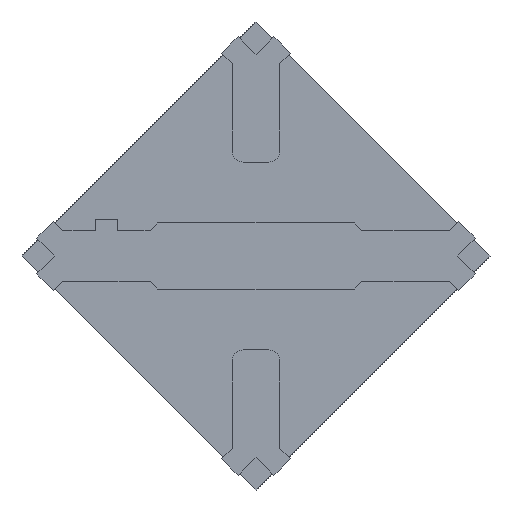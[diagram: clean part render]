
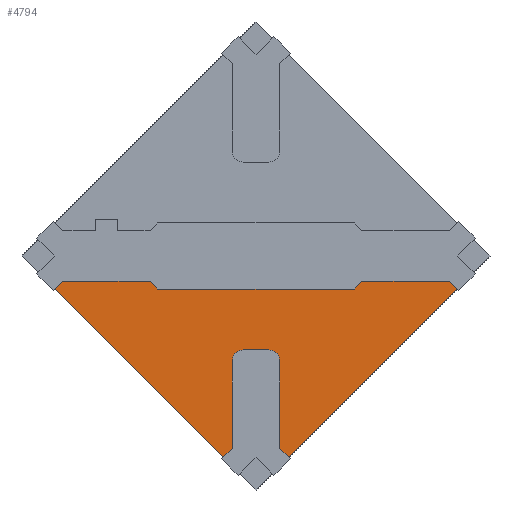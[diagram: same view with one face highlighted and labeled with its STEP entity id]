
A CAD part, front view. The second image highlights one B-rep face of the part: STEP entity #4794.
In plain terms, the highlighted planar face has unit normal (0, -1, 0).
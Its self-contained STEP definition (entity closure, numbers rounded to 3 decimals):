
#10 = CARTESIAN_POINT ( 'NONE',  ( 0., 0., -2.121 ) ) ;
#20 = CARTESIAN_POINT ( 'NONE',  ( 0.96, 0., -0.23 ) ) ;
#51 = VERTEX_POINT ( 'NONE', #489 ) ;
#125 = ORIENTED_EDGE ( 'NONE', *, *, #3653, .F. ) ;
#144 = ORIENTED_EDGE ( 'NONE', *, *, #5869, .F. ) ;
#168 = DIRECTION ( 'NONE',  ( 1., 0., 0. ) ) ;
#191 = DIRECTION ( 'NONE',  ( 0., 0., -1. ) ) ;
#220 = DIRECTION ( 'NONE',  ( 0.707, 0., -0.707 ) ) ;
#235 = DIRECTION ( 'NONE',  ( -0.707, 0., -0.707 ) ) ;
#245 = VERTEX_POINT ( 'NONE', #3589 ) ;
#254 = EDGE_CURVE ( 'NONE', #7450, #7209, #2389, .T. ) ;
#426 = DIRECTION ( 'NONE',  ( 0., 0., 1. ) ) ;
#489 = CARTESIAN_POINT ( 'NONE',  ( 0.215, 0., -1.742 ) ) ;
#568 = EDGE_CURVE ( 'NONE', #4399, #51, #4086, .T. ) ;
#589 = LINE ( 'NONE', #10, #4365 ) ;
#628 = DIRECTION ( 'NONE',  ( -0.707, 0., 0.707 ) ) ;
#695 = DIRECTION ( 'NONE',  ( 0., 0., 1. ) ) ;
#781 = EDGE_LOOP ( 'NONE', ( #4686, #1317, #7218, #125, #1756, #2338, #4201, #7253, #6716, #2371, #3010, #4603, #5717, #144, #3934, #3205 ) ) ;
#787 = CARTESIAN_POINT ( 'NONE',  ( -0.89, 0., -0.3 ) ) ;
#793 = DIRECTION ( 'NONE',  ( 1., 0., 0. ) ) ;
#1230 = DIRECTION ( 'NONE',  ( 0., 1., 0. ) ) ;
#1317 = ORIENTED_EDGE ( 'NONE', *, *, #4534, .F. ) ;
#1363 = DIRECTION ( 'NONE',  ( 0.707, 0., 0.707 ) ) ;
#1403 = VERTEX_POINT ( 'NONE', #3622 ) ;
#1525 = CARTESIAN_POINT ( 'NONE',  ( -0.96, 0., -0.23 ) ) ;
#1569 = EDGE_CURVE ( 'NONE', #245, #5265, #5596, .T. ) ;
#1615 = VECTOR ( 'NONE', #1852, 1000. ) ;
#1620 = CARTESIAN_POINT ( 'NONE',  ( -0.115, 0., -0.851 ) ) ;
#1749 = VECTOR ( 'NONE', #6672, 1000. ) ;
#1756 = ORIENTED_EDGE ( 'NONE', *, *, #254, .F. ) ;
#1786 = CARTESIAN_POINT ( 'NONE',  ( 0.115, 0., -0.951 ) ) ;
#1802 = CIRCLE ( 'NONE', #5792, 0.1 ) ;
#1819 = CARTESIAN_POINT ( 'NONE',  ( 0.297, 0., -1.824 ) ) ;
#1852 = DIRECTION ( 'NONE',  ( -0.707, 0., -0.707 ) ) ;
#1856 = VERTEX_POINT ( 'NONE', #4797 ) ;
#1980 = AXIS2_PLACEMENT_3D ( 'NONE', #1786, #6039, #695 ) ;
#2100 = CIRCLE ( 'NONE', #1980, 0.1 ) ;
#2299 = DIRECTION ( 'NONE',  ( -0.707, 0., 0.707 ) ) ;
#2338 = ORIENTED_EDGE ( 'NONE', *, *, #3514, .F. ) ;
#2368 = VECTOR ( 'NONE', #168, 1000. ) ;
#2371 = ORIENTED_EDGE ( 'NONE', *, *, #3472, .F. ) ;
#2389 = LINE ( 'NONE', #5320, #4523 ) ;
#2432 = VECTOR ( 'NONE', #2299, 1000. ) ;
#2464 = LINE ( 'NONE', #7268, #6236 ) ;
#2517 = EDGE_CURVE ( 'NONE', #3087, #1403, #5405, .T. ) ;
#2625 = EDGE_CURVE ( 'NONE', #7685, #1856, #6071, .T. ) ;
#2643 = DIRECTION ( 'NONE',  ( -1., 0., 0. ) ) ;
#2658 = DIRECTION ( 'NONE',  ( 0.707, 0., -0.707 ) ) ;
#2660 = CARTESIAN_POINT ( 'NONE',  ( -1.751, 0., -0.23 ) ) ;
#2717 = CARTESIAN_POINT ( 'NONE',  ( -1.821, 0., -0.3 ) ) ;
#2804 = CARTESIAN_POINT ( 'NONE',  ( 0.215, 0., -1.742 ) ) ;
#2971 = EDGE_CURVE ( 'NONE', #5242, #3087, #5500, .T. ) ;
#2986 = PLANE ( 'NONE',  #5909 ) ;
#3010 = ORIENTED_EDGE ( 'NONE', *, *, #2517, .F. ) ;
#3075 = LINE ( 'NONE', #7367, #3642 ) ;
#3087 = VERTEX_POINT ( 'NONE', #4888 ) ;
#3097 = EDGE_CURVE ( 'NONE', #51, #5071, #2464, .T. ) ;
#3126 = CARTESIAN_POINT ( 'NONE',  ( -1.821, 0., -0.3 ) ) ;
#3205 = ORIENTED_EDGE ( 'NONE', *, *, #3097, .F. ) ;
#3244 = VECTOR ( 'NONE', #191, 1000. ) ;
#3301 = CARTESIAN_POINT ( 'NONE',  ( 1.751, 0., -0.23 ) ) ;
#3472 = EDGE_CURVE ( 'NONE', #1403, #7620, #589, .T. ) ;
#3514 = EDGE_CURVE ( 'NONE', #6069, #7450, #4407, .T. ) ;
#3556 = EDGE_CURVE ( 'NONE', #7620, #245, #4323, .T. ) ;
#3589 = CARTESIAN_POINT ( 'NONE',  ( -1.751, 0., -0.23 ) ) ;
#3622 = CARTESIAN_POINT ( 'NONE',  ( -0.297, 0., -1.824 ) ) ;
#3642 = VECTOR ( 'NONE', #235, 1000. ) ;
#3653 = EDGE_CURVE ( 'NONE', #7209, #7685, #7375, .T. ) ;
#3691 = CARTESIAN_POINT ( 'NONE',  ( -0.215, 0., -0.951 ) ) ;
#3785 = VECTOR ( 'NONE', #2643, 1000. ) ;
#3934 = ORIENTED_EDGE ( 'NONE', *, *, #7550, .F. ) ;
#3961 = DIRECTION ( 'NONE',  ( 0., -1., 0. ) ) ;
#4044 = CARTESIAN_POINT ( 'NONE',  ( 0.215, 0., -0.951 ) ) ;
#4086 = LINE ( 'NONE', #2804, #2432 ) ;
#4124 = VERTEX_POINT ( 'NONE', #6379 ) ;
#4201 = ORIENTED_EDGE ( 'NONE', *, *, #5058, .F. ) ;
#4256 = DIRECTION ( 'NONE',  ( 0.707, 0., 0.707 ) ) ;
#4272 = VECTOR ( 'NONE', #2658, 1000. ) ;
#4310 = CARTESIAN_POINT ( 'NONE',  ( -0.215, 0., -1.742 ) ) ;
#4323 = LINE ( 'NONE', #3126, #4740 ) ;
#4365 = VECTOR ( 'NONE', #628, 1000. ) ;
#4399 = VERTEX_POINT ( 'NONE', #1819 ) ;
#4407 = LINE ( 'NONE', #787, #1749 ) ;
#4494 = CARTESIAN_POINT ( 'NONE',  ( -0.115, 0., -0.951 ) ) ;
#4523 = VECTOR ( 'NONE', #4256, 1000. ) ;
#4534 = EDGE_CURVE ( 'NONE', #1856, #4399, #3075, .T. ) ;
#4603 = ORIENTED_EDGE ( 'NONE', *, *, #2971, .F. ) ;
#4686 = ORIENTED_EDGE ( 'NONE', *, *, #568, .F. ) ;
#4740 = VECTOR ( 'NONE', #1363, 1000. ) ;
#4794 = ADVANCED_FACE ( 'NONE', ( #5961 ), #2986, .F. ) ;
#4797 = CARTESIAN_POINT ( 'NONE',  ( 1.821, 0., -0.3 ) ) ;
#4888 = CARTESIAN_POINT ( 'NONE',  ( -0.215, 0., -1.742 ) ) ;
#4893 = CARTESIAN_POINT ( 'NONE',  ( 1.751, 0., -0.23 ) ) ;
#5058 = EDGE_CURVE ( 'NONE', #5265, #6069, #7341, .T. ) ;
#5071 = VERTEX_POINT ( 'NONE', #4044 ) ;
#5242 = VERTEX_POINT ( 'NONE', #3691 ) ;
#5265 = VERTEX_POINT ( 'NONE', #7291 ) ;
#5320 = CARTESIAN_POINT ( 'NONE',  ( 0.89, 0., -0.3 ) ) ;
#5362 = VECTOR ( 'NONE', #220, 1000. ) ;
#5372 = CARTESIAN_POINT ( 'NONE',  ( 0., 0., 0. ) ) ;
#5405 = LINE ( 'NONE', #7703, #1615 ) ;
#5500 = LINE ( 'NONE', #4310, #3244 ) ;
#5596 = LINE ( 'NONE', #2660, #7318 ) ;
#5690 = LINE ( 'NONE', #1620, #3785 ) ;
#5717 = ORIENTED_EDGE ( 'NONE', *, *, #6300, .F. ) ;
#5792 = AXIS2_PLACEMENT_3D ( 'NONE', #4494, #3961, #426 ) ;
#5869 = EDGE_CURVE ( 'NONE', #7497, #4124, #5690, .T. ) ;
#5909 = AXIS2_PLACEMENT_3D ( 'NONE', #5372, #1230, #7666 ) ;
#5961 = FACE_OUTER_BOUND ( 'NONE', #781, .T. ) ;
#6039 = DIRECTION ( 'NONE',  ( 0., -1., 0. ) ) ;
#6069 = VERTEX_POINT ( 'NONE', #7572 ) ;
#6071 = LINE ( 'NONE', #4893, #5362 ) ;
#6084 = CARTESIAN_POINT ( 'NONE',  ( 0.115, 0., -0.851 ) ) ;
#6236 = VECTOR ( 'NONE', #6376, 1000. ) ;
#6300 = EDGE_CURVE ( 'NONE', #4124, #5242, #1802, .T. ) ;
#6376 = DIRECTION ( 'NONE',  ( 0., 0., 1. ) ) ;
#6379 = CARTESIAN_POINT ( 'NONE',  ( -0.115, 0., -0.851 ) ) ;
#6672 = DIRECTION ( 'NONE',  ( 1., 0., 0. ) ) ;
#6716 = ORIENTED_EDGE ( 'NONE', *, *, #3556, .F. ) ;
#7209 = VERTEX_POINT ( 'NONE', #20 ) ;
#7218 = ORIENTED_EDGE ( 'NONE', *, *, #2625, .F. ) ;
#7245 = CARTESIAN_POINT ( 'NONE',  ( 0.89, 0., -0.3 ) ) ;
#7253 = ORIENTED_EDGE ( 'NONE', *, *, #1569, .F. ) ;
#7268 = CARTESIAN_POINT ( 'NONE',  ( 0.215, 0., -0.951 ) ) ;
#7291 = CARTESIAN_POINT ( 'NONE',  ( -0.96, 0., -0.23 ) ) ;
#7318 = VECTOR ( 'NONE', #793, 1000. ) ;
#7341 = LINE ( 'NONE', #1525, #4272 ) ;
#7367 = CARTESIAN_POINT ( 'NONE',  ( 2.121, 0., 0. ) ) ;
#7375 = LINE ( 'NONE', #7414, #2368 ) ;
#7414 = CARTESIAN_POINT ( 'NONE',  ( 0.96, 0., -0.23 ) ) ;
#7450 = VERTEX_POINT ( 'NONE', #7245 ) ;
#7497 = VERTEX_POINT ( 'NONE', #6084 ) ;
#7550 = EDGE_CURVE ( 'NONE', #5071, #7497, #2100, .T. ) ;
#7572 = CARTESIAN_POINT ( 'NONE',  ( -0.89, 0., -0.3 ) ) ;
#7620 = VERTEX_POINT ( 'NONE', #2717 ) ;
#7666 = DIRECTION ( 'NONE',  ( 0., 0., 1. ) ) ;
#7685 = VERTEX_POINT ( 'NONE', #3301 ) ;
#7703 = CARTESIAN_POINT ( 'NONE',  ( -0.297, 0., -1.824 ) ) ;
